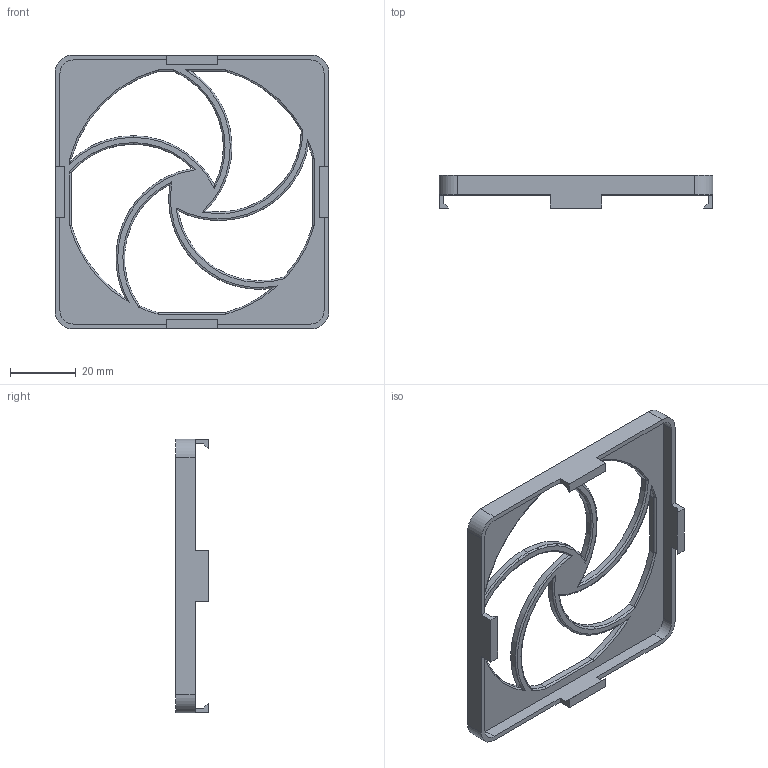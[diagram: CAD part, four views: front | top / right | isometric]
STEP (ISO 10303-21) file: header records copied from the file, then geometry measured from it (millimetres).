
FILE_DESCRIPTION (( 'STEP AP203' ), '1' );
FILE_NAME ('09325-R.STEP', '2020-02-20T01:40:11', ( '' ), ( '' ), 'SwSTEP 2.0', 'SolidWorks 2016', '' );
FILE_SCHEMA (( 'CONFIG_CONTROL_DESIGN' ));
Length unit declared in the file: millimetre
Products named in the file (1): 09325-R
Bounding box: 83.3 x 9.9 x 83.3 mm (x, y, z)
Volume: 9404.4 mm3; surface area: 11472.8 mm2
Topology: 1 solids, 1 shells, 88 faces, 233 edges, 147 vertices
Faces by surface type: plane 36, cylinder 33, torus 19
Entity records: 2932 total; most frequent: CARTESIAN_POINT 638, ORIENTED_EDGE 466, DIRECTION 463, EDGE_CURVE 233, AXIS2_PLACEMENT_3D 164, VERTEX_POINT 147, LINE 135, VECTOR 135
